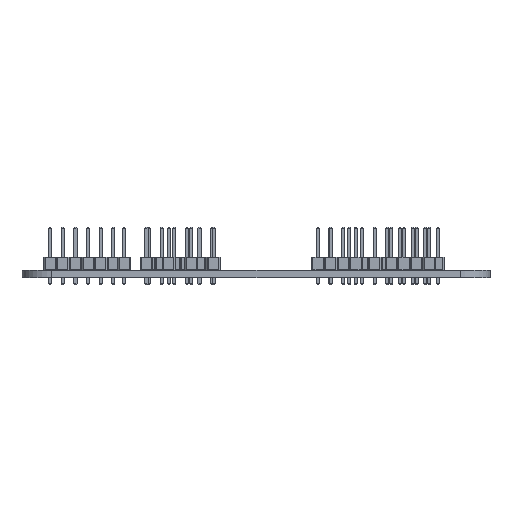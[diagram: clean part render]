
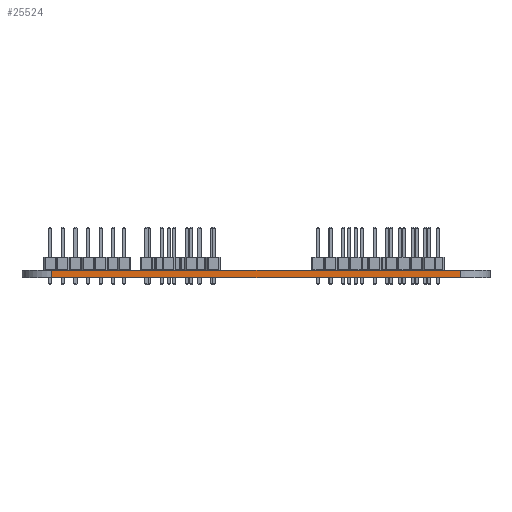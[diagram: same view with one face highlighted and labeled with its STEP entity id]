
A CAD part, left-side view. The second image highlights one B-rep face of the part: STEP entity #25524.
In plain terms, the highlighted planar face has unit normal (-1, 0, 0).
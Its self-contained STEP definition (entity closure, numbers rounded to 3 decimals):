
#22005 = VERTEX_POINT('',#22006);
#22006 = CARTESIAN_POINT('',(107.,-60.,0.));
#22013 = EDGE_CURVE('',#22014,#22005,#22016,.T.);
#22014 = VERTEX_POINT('',#22015);
#22015 = CARTESIAN_POINT('',(107.,-142.,0.));
#22016 = LINE('',#22017,#22018);
#22017 = CARTESIAN_POINT('',(107.,-142.,0.));
#22018 = VECTOR('',#22019,1.);
#22019 = DIRECTION('',(0.,1.,0.));
#23751 = VERTEX_POINT('',#23752);
#23752 = CARTESIAN_POINT('',(107.,-60.,1.51));
#23759 = EDGE_CURVE('',#23760,#23751,#23762,.T.);
#23760 = VERTEX_POINT('',#23761);
#23761 = CARTESIAN_POINT('',(107.,-142.,1.51));
#23762 = LINE('',#23763,#23764);
#23763 = CARTESIAN_POINT('',(107.,-142.,1.51));
#23764 = VECTOR('',#23765,1.);
#23765 = DIRECTION('',(0.,1.,0.));
#25494 = EDGE_CURVE('',#22005,#23751,#25495,.T.);
#25495 = LINE('',#25496,#25497);
#25496 = CARTESIAN_POINT('',(107.,-60.,0.));
#25497 = VECTOR('',#25498,1.);
#25498 = DIRECTION('',(0.,0.,1.));
#25524 = ADVANCED_FACE('',(#25525),#25536,.T.);
#25525 = FACE_BOUND('',#25526,.T.);
#25526 = EDGE_LOOP('',(#25527,#25533,#25534,#25535));
#25527 = ORIENTED_EDGE('',*,*,#25528,.T.);
#25528 = EDGE_CURVE('',#22014,#23760,#25529,.T.);
#25529 = LINE('',#25530,#25531);
#25530 = CARTESIAN_POINT('',(107.,-142.,0.));
#25531 = VECTOR('',#25532,1.);
#25532 = DIRECTION('',(0.,0.,1.));
#25533 = ORIENTED_EDGE('',*,*,#23759,.T.);
#25534 = ORIENTED_EDGE('',*,*,#25494,.F.);
#25535 = ORIENTED_EDGE('',*,*,#22013,.F.);
#25536 = PLANE('',#25537);
#25537 = AXIS2_PLACEMENT_3D('',#25538,#25539,#25540);
#25538 = CARTESIAN_POINT('',(107.,-142.,0.));
#25539 = DIRECTION('',(-1.,0.,0.));
#25540 = DIRECTION('',(0.,1.,0.));
